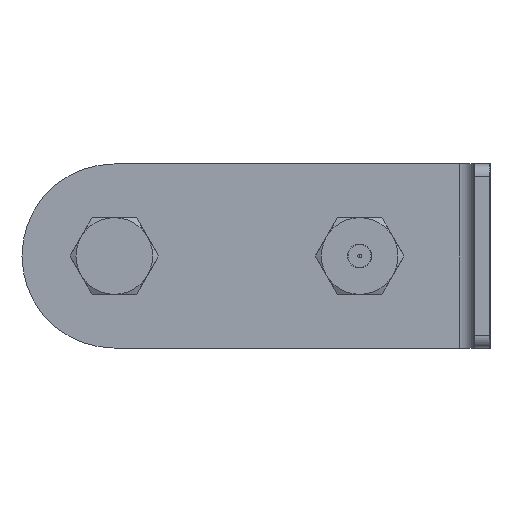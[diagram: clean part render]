
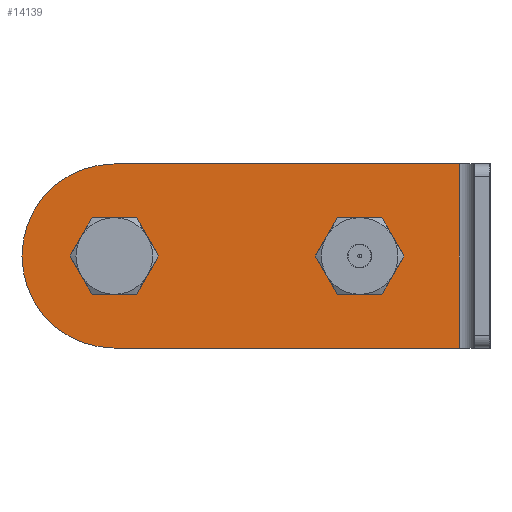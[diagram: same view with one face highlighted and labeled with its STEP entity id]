
A CAD part, left-side view. The second image highlights one B-rep face of the part: STEP entity #14139.
In plain terms, the highlighted planar face has unit normal (-1, 0, 0).
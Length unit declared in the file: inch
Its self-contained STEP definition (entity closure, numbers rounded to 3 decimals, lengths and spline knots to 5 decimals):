
#743 = CARTESIAN_POINT ( 'NONE',  ( -7.97411, -3.28487, -0.86029 ) ) ;
#1950 = DIRECTION ( 'NONE',  ( 0., 0., 1. ) ) ;
#5842 = DIRECTION ( 'NONE',  ( 0., 1., 0. ) ) ;
#9420 = EDGE_LOOP ( 'NONE', ( #163254, #96826, #157513, #212724 ) ) ;
#13898 = DIRECTION ( 'NONE',  ( 0., 0., 1. ) ) ;
#14139 = ADVANCED_FACE ( 'NONE', ( #151829, #222897, #134312 ), #140505, .F. ) ;
#18560 = CARTESIAN_POINT ( 'NONE',  ( -7.97411, 0.72013, -1.90717 ) ) ;
#30093 = AXIS2_PLACEMENT_3D ( 'NONE', #80274, #60571, #113080 ) ;
#31962 = DIRECTION ( 'NONE',  ( 1., 0., 0. ) ) ;
#35075 = CIRCLE ( 'NONE', #53796, 1.5 ) ;
#44877 = CIRCLE ( 'NONE', #30093, 0.45312 ) ;
#45199 = VECTOR ( 'NONE', #5842, 39.37008 ) ;
#45286 = AXIS2_PLACEMENT_3D ( 'NONE', #202343, #109208, #95116 ) ;
#50929 = EDGE_CURVE ( 'NONE', #202966, #105984, #226080, .T. ) ;
#53796 = AXIS2_PLACEMENT_3D ( 'NONE', #146500, #176857, #1950 ) ;
#54008 = AXIS2_PLACEMENT_3D ( 'NONE', #230129, #70304, #212601 ) ;
#54096 = CARTESIAN_POINT ( 'NONE',  ( -7.97411, -4.90987, -1.90717 ) ) ;
#60571 = DIRECTION ( 'NONE',  ( -1., 0., 0. ) ) ;
#64349 = VERTEX_POINT ( 'NONE', #743 ) ;
#69950 = VERTEX_POINT ( 'NONE', #153588 ) ;
#70304 = DIRECTION ( 'NONE',  ( -1., 0., 0. ) ) ;
#80274 = CARTESIAN_POINT ( 'NONE',  ( -7.97411, -3.28487, -0.40717 ) ) ;
#81233 = AXIS2_PLACEMENT_3D ( 'NONE', #54096, #31962, #106617 ) ;
#90727 = LINE ( 'NONE', #161929, #151373 ) ;
#93353 = EDGE_CURVE ( 'NONE', #210128, #148880, #90727, .T. ) ;
#94423 = LINE ( 'NONE', #165583, #45199 ) ;
#95116 = DIRECTION ( 'NONE',  ( 0., 0., 1. ) ) ;
#95618 = EDGE_LOOP ( 'NONE', ( #167521, #124666 ) ) ;
#96826 = ORIENTED_EDGE ( 'NONE', *, *, #150852, .F. ) ;
#102224 = EDGE_CURVE ( 'NONE', #210128, #138050, #121176, .T. ) ;
#103283 = AXIS2_PLACEMENT_3D ( 'NONE', #202719, #186414, #146882 ) ;
#105984 = VERTEX_POINT ( 'NONE', #176299 ) ;
#106617 = DIRECTION ( 'NONE',  ( 0., 0., -1. ) ) ;
#109208 = DIRECTION ( 'NONE',  ( -1., 0., 0. ) ) ;
#113080 = DIRECTION ( 'NONE',  ( 0., 0., 1. ) ) ;
#121176 = LINE ( 'NONE', #158478, #227124 ) ;
#124666 = ORIENTED_EDGE ( 'NONE', *, *, #50929, .F. ) ;
#128548 = CARTESIAN_POINT ( 'NONE',  ( -7.97411, -4.90987, -1.90717 ) ) ;
#133951 = CARTESIAN_POINT ( 'NONE',  ( -7.97411, 0.72013, 1.09283 ) ) ;
#134312 = FACE_OUTER_BOUND ( 'NONE', #9420, .T. ) ;
#138050 = VERTEX_POINT ( 'NONE', #204325 ) ;
#140505 = PLANE ( 'NONE',  #81233 ) ;
#144413 = DIRECTION ( 'NONE',  ( 0., 1., 0. ) ) ;
#146500 = CARTESIAN_POINT ( 'NONE',  ( -7.97411, 0.72013, -0.40717 ) ) ;
#146882 = DIRECTION ( 'NONE',  ( 0., 0., 1. ) ) ;
#148880 = VERTEX_POINT ( 'NONE', #18560 ) ;
#149621 = CIRCLE ( 'NONE', #45286, 0.45312 ) ;
#150852 = EDGE_CURVE ( 'NONE', #148880, #181903, #35075, .T. ) ;
#151373 = VECTOR ( 'NONE', #144413, 39.37008 ) ;
#151829 = FACE_BOUND ( 'NONE', #227206, .T. ) ;
#153588 = CARTESIAN_POINT ( 'NONE',  ( -7.97411, -3.28487, 0.04596 ) ) ;
#154604 = CIRCLE ( 'NONE', #54008, 0.45312 ) ;
#156321 = EDGE_CURVE ( 'NONE', #64349, #69950, #44877, .T. ) ;
#157513 = ORIENTED_EDGE ( 'NONE', *, *, #93353, .F. ) ;
#158478 = CARTESIAN_POINT ( 'NONE',  ( -7.97411, -4.90987, -1.90717 ) ) ;
#161929 = CARTESIAN_POINT ( 'NONE',  ( -7.97411, -4.90987, -1.90717 ) ) ;
#163254 = ORIENTED_EDGE ( 'NONE', *, *, #199081, .T. ) ;
#165583 = CARTESIAN_POINT ( 'NONE',  ( -7.97411, -4.90987, 1.09283 ) ) ;
#167521 = ORIENTED_EDGE ( 'NONE', *, *, #190105, .F. ) ;
#176299 = CARTESIAN_POINT ( 'NONE',  ( -7.97411, 0.71513, 0.04596 ) ) ;
#176857 = DIRECTION ( 'NONE',  ( 1., 0., 0. ) ) ;
#179247 = EDGE_CURVE ( 'NONE', #69950, #64349, #154604, .T. ) ;
#181903 = VERTEX_POINT ( 'NONE', #133951 ) ;
#185680 = CARTESIAN_POINT ( 'NONE',  ( -7.97411, 0.71513, -0.86029 ) ) ;
#186414 = DIRECTION ( 'NONE',  ( -1., 0., 0. ) ) ;
#190105 = EDGE_CURVE ( 'NONE', #105984, #202966, #149621, .T. ) ;
#199081 = EDGE_CURVE ( 'NONE', #138050, #181903, #94423, .T. ) ;
#202343 = CARTESIAN_POINT ( 'NONE',  ( -7.97411, 0.71513, -0.40717 ) ) ;
#202719 = CARTESIAN_POINT ( 'NONE',  ( -7.97411, 0.71513, -0.40717 ) ) ;
#202966 = VERTEX_POINT ( 'NONE', #185680 ) ;
#204325 = CARTESIAN_POINT ( 'NONE',  ( -7.97411, -4.90987, 1.09283 ) ) ;
#207317 = ORIENTED_EDGE ( 'NONE', *, *, #156321, .F. ) ;
#210128 = VERTEX_POINT ( 'NONE', #128548 ) ;
#212601 = DIRECTION ( 'NONE',  ( 0., 0., 1. ) ) ;
#212724 = ORIENTED_EDGE ( 'NONE', *, *, #102224, .T. ) ;
#222897 = FACE_BOUND ( 'NONE', #95618, .T. ) ;
#226080 = CIRCLE ( 'NONE', #103283, 0.45312 ) ;
#227124 = VECTOR ( 'NONE', #13898, 39.37008 ) ;
#227206 = EDGE_LOOP ( 'NONE', ( #227216, #207317 ) ) ;
#227216 = ORIENTED_EDGE ( 'NONE', *, *, #179247, .F. ) ;
#230129 = CARTESIAN_POINT ( 'NONE',  ( -7.97411, -3.28487, -0.40717 ) ) ;
